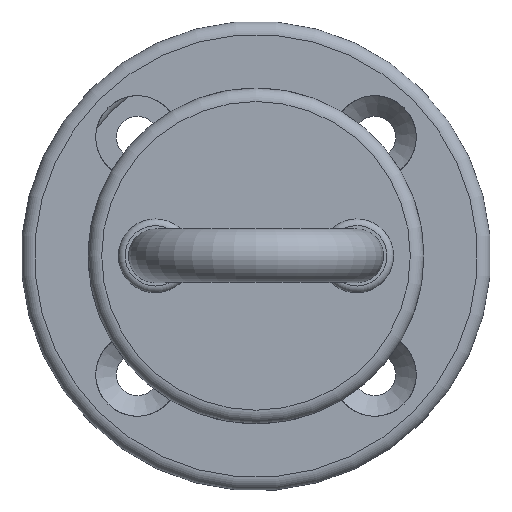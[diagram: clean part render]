
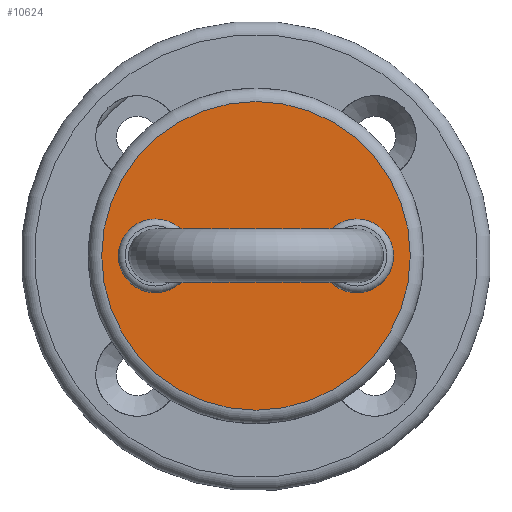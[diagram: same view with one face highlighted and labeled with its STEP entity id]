
A CAD part, top view. The second image highlights one B-rep face of the part: STEP entity #10624.
In plain terms, the highlighted planar face has unit normal (0, 0, 1).
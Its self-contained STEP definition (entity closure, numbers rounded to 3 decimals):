
#23=FACE_BOUND('',#2916,.T.);
#24=FACE_BOUND('',#2917,.T.);
#32=PLANE('',#11734);
#2165=FACE_OUTER_BOUND('',#2915,.T.);
#2915=EDGE_LOOP('',(#8585));
#2916=EDGE_LOOP('',(#8586));
#2917=EDGE_LOOP('',(#8587));
#3829=CIRCLE('',#11654,5.5);
#3831=CIRCLE('',#11657,5.5);
#3871=CIRCLE('',#11725,23.);
#4861=VERTEX_POINT('',#25875);
#4863=VERTEX_POINT('',#25881);
#4894=VERTEX_POINT('',#25998);
#6150=EDGE_CURVE('',#4861,#4861,#3829,.T.);
#6153=EDGE_CURVE('',#4863,#4863,#3831,.T.);
#6211=EDGE_CURVE('',#4894,#4894,#3871,.T.);
#8585=ORIENTED_EDGE('',*,*,#6211,.T.);
#8586=ORIENTED_EDGE('',*,*,#6150,.T.);
#8587=ORIENTED_EDGE('',*,*,#6153,.T.);
#10624=ADVANCED_FACE('',(#2165,#23,#24),#32,.T.);
#11654=AXIS2_PLACEMENT_3D('',#25876,#13461,#13462);
#11657=AXIS2_PLACEMENT_3D('',#25882,#13468,#13469);
#11725=AXIS2_PLACEMENT_3D('',#25999,#13622,#13623);
#11734=AXIS2_PLACEMENT_3D('',#26010,#13641,#13642);
#13461=DIRECTION('center_axis',(0.,0.,
-1.));
#13462=DIRECTION('ref_axis',(1.,0.,0.));
#13468=DIRECTION('center_axis',(0.,0.,
-1.));
#13469=DIRECTION('ref_axis',(-0.854,-0.521,0.));
#13622=DIRECTION('center_axis',(0.,0.,
1.));
#13623=DIRECTION('ref_axis',(0.,-1.,0.));
#13641=DIRECTION('center_axis',(0.,0.,
1.));
#13642=DIRECTION('ref_axis',(-1.,0.,0.));
#25875=CARTESIAN_POINT('',(-20.5,0.,11.));
#25876=CARTESIAN_POINT('Origin',(-15.,0.,
11.));
#25881=CARTESIAN_POINT('',(19.695,2.864,11.));
#25882=CARTESIAN_POINT('Origin',(15.,0.,
11.));
#25998=CARTESIAN_POINT('',(23.,0.,11.));
#25999=CARTESIAN_POINT('Origin',(0.,0.,
11.));
#26010=CARTESIAN_POINT('Origin',(0.,0.,
11.));
